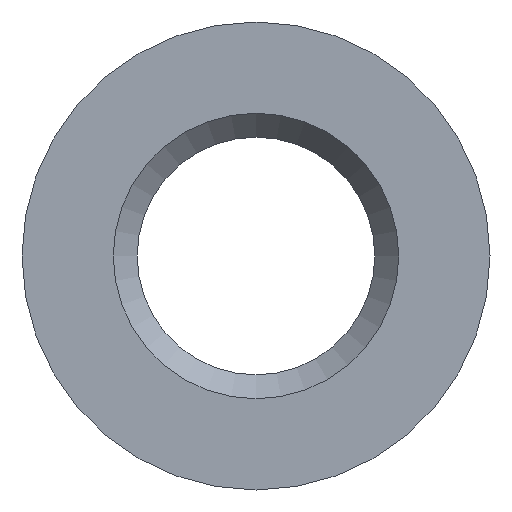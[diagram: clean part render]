
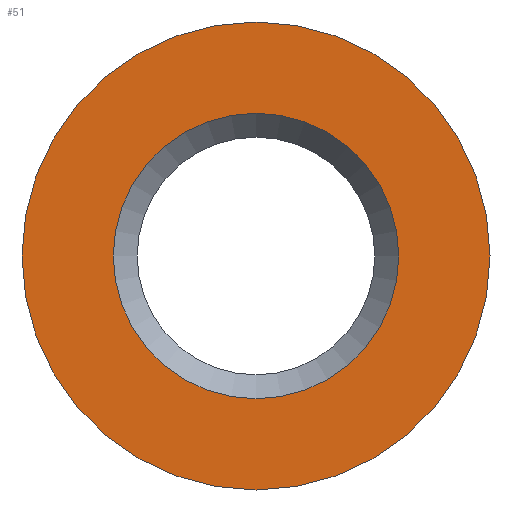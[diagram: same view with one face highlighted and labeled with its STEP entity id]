
A CAD part, left-side view. The second image highlights one B-rep face of the part: STEP entity #51.
In plain terms, the highlighted planar face has unit normal (-1, 0, 0).
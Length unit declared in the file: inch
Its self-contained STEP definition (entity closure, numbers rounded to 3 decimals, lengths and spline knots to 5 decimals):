
#1 = CARTESIAN_POINT ( 'NONE',  ( 0., 0., 0. ) ) ;
#27 = PLANE ( 'NONE',  #129 ) ;
#29 = CARTESIAN_POINT ( 'NONE',  ( 0., 0., 0. ) ) ;
#45 = DIRECTION ( 'NONE',  ( 1., 0., 0. ) ) ;
#50 = DIRECTION ( 'NONE',  ( -1., 0., 0. ) ) ;
#51 = ADVANCED_FACE ( 'NONE', ( #263, #168 ), #27, .T. ) ;
#62 = CIRCLE ( 'NONE', #206, 0.1525 ) ;
#64 = VERTEX_POINT ( 'NONE', #179 ) ;
#69 = DIRECTION ( 'NONE',  ( 0., 0., -1. ) ) ;
#76 = CARTESIAN_POINT ( 'NONE',  ( 0., 0.25, 0. ) ) ;
#89 = EDGE_LOOP ( 'NONE', ( #91 ) ) ;
#91 = ORIENTED_EDGE ( 'NONE', *, *, #132, .F. ) ;
#121 = EDGE_CURVE ( 'NONE', #64, #64, #62, .T. ) ;
#129 = AXIS2_PLACEMENT_3D ( 'NONE', #76, #50, #196 ) ;
#132 = EDGE_CURVE ( 'NONE', #234, #234, #214, .T. ) ;
#137 = DIRECTION ( 'NONE',  ( 1., 0., 0. ) ) ;
#156 = DIRECTION ( 'NONE',  ( 0., 0., -1. ) ) ;
#168 = FACE_OUTER_BOUND ( 'NONE', #89, .T. ) ;
#170 = AXIS2_PLACEMENT_3D ( 'NONE', #29, #45, #69 ) ;
#179 = CARTESIAN_POINT ( 'NONE',  ( 0., 0., -0.1525 ) ) ;
#196 = DIRECTION ( 'NONE',  ( 0., 0., 1. ) ) ;
#197 = EDGE_LOOP ( 'NONE', ( #261 ) ) ;
#205 = CARTESIAN_POINT ( 'NONE',  ( 0., 0., -0.25 ) ) ;
#206 = AXIS2_PLACEMENT_3D ( 'NONE', #1, #137, #156 ) ;
#214 = CIRCLE ( 'NONE', #170, 0.25 ) ;
#234 = VERTEX_POINT ( 'NONE', #205 ) ;
#261 = ORIENTED_EDGE ( 'NONE', *, *, #121, .T. ) ;
#263 = FACE_BOUND ( 'NONE', #197, .T. ) ;
